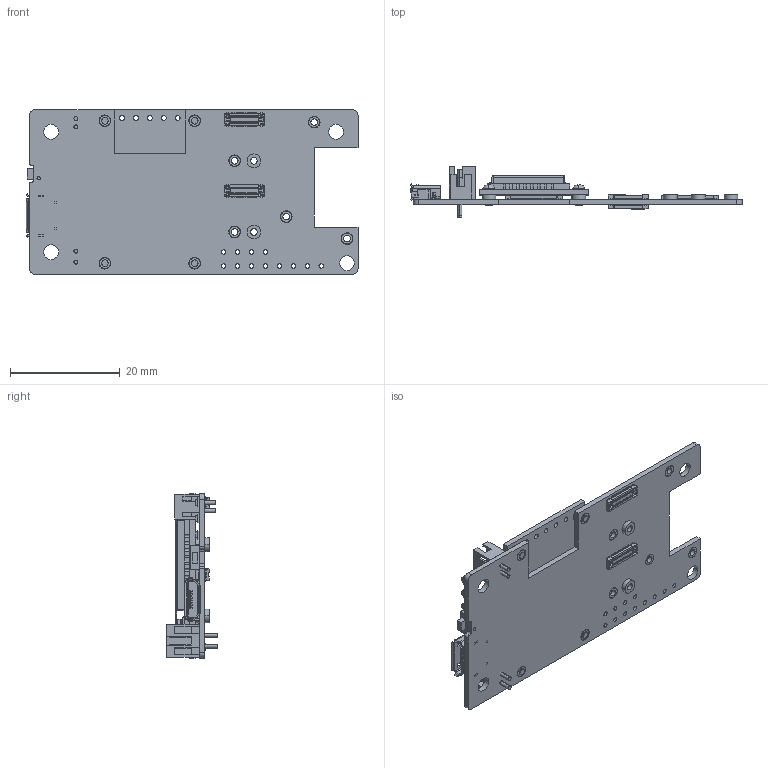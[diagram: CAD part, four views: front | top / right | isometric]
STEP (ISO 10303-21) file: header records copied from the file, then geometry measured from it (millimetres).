
FILE_DESCRIPTION((''),'2;1');
FILE_NAME('RAK4600_EVALUATION_BOARD_ASM','2021-02-22T',('admin'),(''),'PRO/ENGINEER BY PARAMETRIC TECHNOLOGY CORPORATION, 2010280','PRO/ENGINEER BY PARAMETRIC TECHNOLOGY CORPORATION, 2010280','');
FILE_SCHEMA(('CONFIG_CONTROL_DESIGN','SHAPE_APPEARANCE_LAYERS_GROUPS'));
Products named in the file (18): PWB-RAK5005; 1408C004; TS-1806B; 1502A00J; PH-2A; SMTSO-M1_2-0_8-ET; AXE540127; AXE524127; WF150-2PIN; PWB-RAK5005_ASM; PWB-RAK4601; AXE640124; 6310C00F_RAK4600; IPEX-FEMALE; 6310C00F_RAK4600_ASM; PWB-RAK4601_ASM; GB818-85_M1_2X3; RAK4600_EVALUATION_BOARD_ASM
Assembly tree (37 placements, depth 4):
  RAK4600_EVALUATION_BOARD_ASM
    PWB-RAK5005_ASM
      PWB-RAK5005
      1408C004
      TS-1806B
      1502A00J  x3
      PH-2A
      SMTSO-M1_2-0_8-ET  x11
      AXE540127  x2
      AXE524127  x4
      WF150-2PIN
    PWB-RAK4601_ASM
      PWB-RAK4601
      AXE640124
      6310C00F_RAK4600_ASM
        6310C00F_RAK4600
        IPEX-FEMALE  x2
    GB818-85_M1_2X3  x4
Bounding box: 60.6 x 9.3 x 30 mm (x, y, z)
Volume: 2826.1 mm3; surface area: 7822.8 mm2
Topology: 34 solids, 34 shells, 8534 faces, 23933 edges, 15973 vertices
Faces by surface type: plane 6420, cylinder 1960, bspline 60, cone 42, torus 32, sphere 20
Entity records: 173757 total; most frequent: CARTESIAN_POINT 25335, ORIENTED_EDGE 21606, DIRECTION 21504, PRESENTATION_STYLE_ASSIGNMENT 12702, STYLED_ITEM 11735, CURVE_STYLE 11624, EDGE_CURVE 10803, VECTOR 8946
